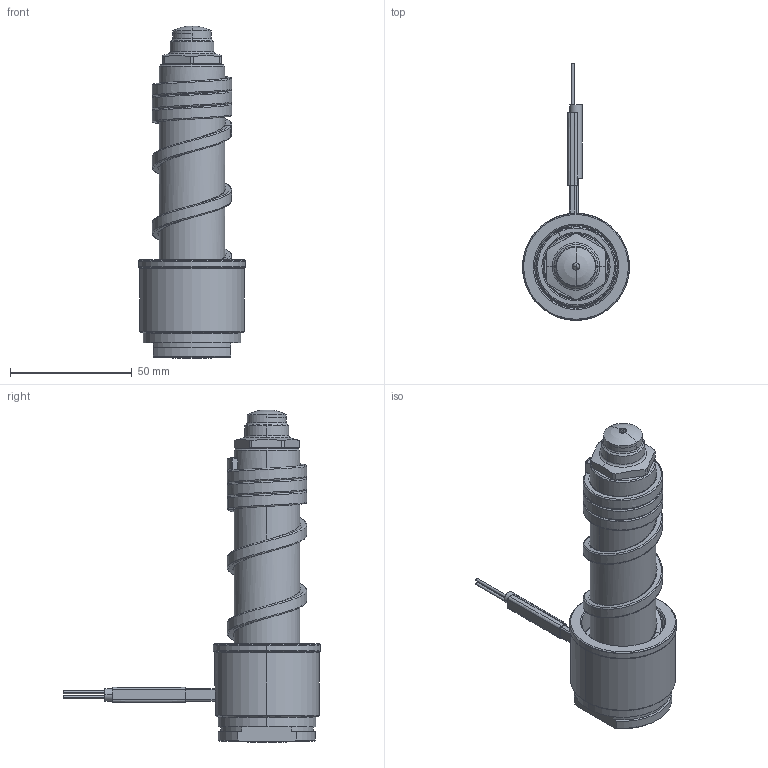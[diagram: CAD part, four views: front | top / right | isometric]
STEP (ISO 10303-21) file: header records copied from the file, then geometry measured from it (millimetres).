
FILE_DESCRIPTION((''),'2;1');
FILE_NAME('EL-136-BEU-R','2014-02-28T',('Íàòàëüÿ'),('IMID'),'PRO/ENGINEER BY PARAMETRIC TECHNOLOGY CORPORATION, 2010180','PRO/ENGINEER BY PARAMETRIC TECHNOLOGY CORPORATION, 2010180','');
FILE_SCHEMA(('CONFIG_CONTROL_DESIGN'));
Length unit declared in the file: millimetre
Products named in the file (1): EL-136-BEU-R
Bounding box: 44 x 105.5 x 136.3 mm (x, y, z)
Volume: 98035.5 mm3; surface area: 37913.5 mm2
Topology: 1 solids, 9 shells, 333 faces, 841 edges, 507 vertices
Faces by surface type: cylinder 106, bspline 62, cone 60, plane 53, torus 31, revolution 9, extrusion 8, sphere 4
Entity records: 17910 total; most frequent: CARTESIAN_POINT 10307, ORIENTED_EDGE 1642, DIRECTION 1465, EDGE_CURVE 833, AXIS2_PLACEMENT_3D 585, VERTEX_POINT 507, EDGE_LOOP 356, FACE_OUTER_BOUND 333
